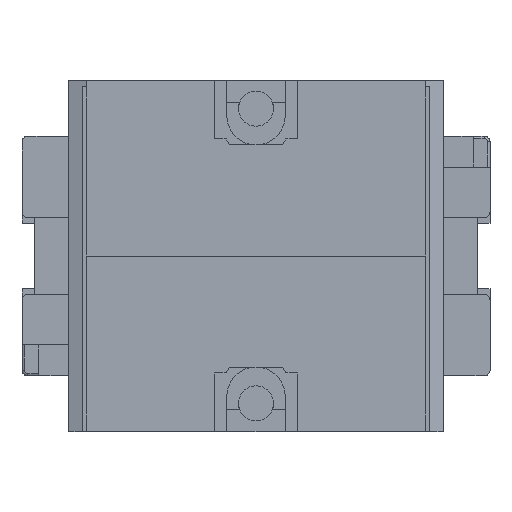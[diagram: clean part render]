
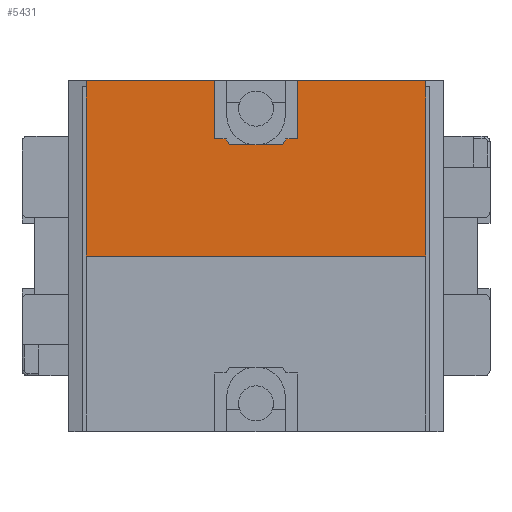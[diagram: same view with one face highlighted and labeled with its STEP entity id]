
A CAD part, front view. The second image highlights one B-rep face of the part: STEP entity #5431.
In plain terms, the highlighted planar face has unit normal (0, -1, 0).
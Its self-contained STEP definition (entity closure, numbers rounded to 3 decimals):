
#3275=DIRECTION('',(-1.,0.,0.));
#3276=VECTOR('',#3275,10.95);
#3277=CARTESIAN_POINT('',(14.5,-12.15,15.));
#3278=LINE('',#3277,#3276);
#3299=DIRECTION('',(-1.,0.,0.));
#3300=VECTOR('',#3299,10.95);
#3301=CARTESIAN_POINT('',(-3.55,-12.15,15.));
#3302=LINE('',#3301,#3300);
#3572=DIRECTION('',(0.,0.,-1.));
#3573=VECTOR('',#3572,5.15);
#3574=CARTESIAN_POINT('',(-14.5,-12.15,5.15));
#3575=LINE('',#3574,#3573);
#3592=DIRECTION('',(0.,0.,-1.));
#3593=VECTOR('',#3592,1.85);
#3594=CARTESIAN_POINT('',(-14.5,-12.15,15.));
#3595=LINE('',#3594,#3593);
#3682=DIRECTION('',(0.,0.,1.));
#3683=VECTOR('',#3682,8.);
#3684=CARTESIAN_POINT('',(14.5,-12.15,5.15));
#3685=LINE('',#3684,#3683);
#3686=DIRECTION('',(0.,0.,-1.));
#3687=VECTOR('',#3686,5.15);
#3688=CARTESIAN_POINT('',(14.5,-12.15,5.15));
#3689=LINE('',#3688,#3687);
#3690=DIRECTION('',(-1.,0.,0.));
#3691=VECTOR('',#3690,29.);
#3692=CARTESIAN_POINT('',(14.5,-12.15,0.));
#3693=LINE('',#3692,#3691);
#3694=DIRECTION('',(0.,0.,1.));
#3695=VECTOR('',#3694,8.);
#3696=CARTESIAN_POINT('',(-14.5,-12.15,5.15));
#3697=LINE('',#3696,#3695);
#3698=DIRECTION('',(0.514,0.,-0.857));
#3699=VECTOR('',#3698,0.583);
#3700=CARTESIAN_POINT('',(-2.55,-12.15,10.));
#3701=LINE('',#3700,#3699);
#3702=DIRECTION('',(0.514,0.,0.857));
#3703=VECTOR('',#3702,0.583);
#3704=CARTESIAN_POINT('',(2.25,-12.15,9.5));
#3705=LINE('',#3704,#3703);
#3706=DIRECTION('',(0.,0.,1.));
#3707=VECTOR('',#3706,5.);
#3708=CARTESIAN_POINT('',(3.55,-12.15,10.));
#3709=LINE('',#3708,#3707);
#3710=DIRECTION('',(0.,0.,-1.));
#3711=VECTOR('',#3710,1.85);
#3712=CARTESIAN_POINT('',(14.5,-12.15,15.));
#3713=LINE('',#3712,#3711);
#3734=DIRECTION('',(0.,0.,1.));
#3735=VECTOR('',#3734,5.);
#3736=CARTESIAN_POINT('',(-3.55,-12.15,10.));
#3737=LINE('',#3736,#3735);
#3819=DIRECTION('',(-1.,0.,0.));
#3820=VECTOR('',#3819,1.);
#3821=CARTESIAN_POINT('',(3.55,-12.15,10.));
#3822=LINE('',#3821,#3820);
#3835=DIRECTION('',(-1.,0.,0.));
#3836=VECTOR('',#3835,4.5);
#3837=CARTESIAN_POINT('',(2.25,-12.15,9.5));
#3838=LINE('',#3837,#3836);
#3843=DIRECTION('',(-1.,0.,0.));
#3844=VECTOR('',#3843,1.);
#3845=CARTESIAN_POINT('',(-2.55,-12.15,10.));
#3846=LINE('',#3845,#3844);
#4433=CARTESIAN_POINT('',(-14.5,-12.15,0.));
#4434=VERTEX_POINT('',#4433);
#4435=CARTESIAN_POINT('',(14.5,-12.15,0.));
#4436=VERTEX_POINT('',#4435);
#4525=CARTESIAN_POINT('',(14.5,-12.15,15.));
#4526=VERTEX_POINT('',#4525);
#4527=CARTESIAN_POINT('',(3.55,-12.15,15.));
#4528=VERTEX_POINT('',#4527);
#4541=CARTESIAN_POINT('',(-3.55,-12.15,15.));
#4542=VERTEX_POINT('',#4541);
#4543=CARTESIAN_POINT('',(-14.5,-12.15,15.));
#4544=VERTEX_POINT('',#4543);
#4681=CARTESIAN_POINT('',(14.5,-12.15,13.15));
#4682=VERTEX_POINT('',#4681);
#4685=CARTESIAN_POINT('',(-14.5,-12.15,13.15));
#4687=VERTEX_POINT('',#4685);
#4695=CARTESIAN_POINT('',(14.5,-12.15,5.15));
#4696=VERTEX_POINT('',#4695);
#4697=CARTESIAN_POINT('',(-14.5,-12.15,5.15));
#4698=VERTEX_POINT('',#4697);
#4699=CARTESIAN_POINT('',(-3.55,-12.15,10.));
#4700=VERTEX_POINT('',#4699);
#4701=CARTESIAN_POINT('',(-2.55,-12.15,10.));
#4702=VERTEX_POINT('',#4701);
#4703=CARTESIAN_POINT('',(-2.25,-12.15,9.5));
#4704=VERTEX_POINT('',#4703);
#4705=CARTESIAN_POINT('',(2.25,-12.15,9.5));
#4706=VERTEX_POINT('',#4705);
#4707=CARTESIAN_POINT('',(2.55,-12.15,10.));
#4708=VERTEX_POINT('',#4707);
#4709=CARTESIAN_POINT('',(3.55,-12.15,10.));
#4710=VERTEX_POINT('',#4709);
#5400=CARTESIAN_POINT('',(-14.5,-12.15,0.));
#5401=DIRECTION('',(0.,-1.,0.));
#5402=DIRECTION('',(1.,0.,0.));
#5403=AXIS2_PLACEMENT_3D('',#5400,#5401,#5402);
#5404=PLANE('',#5403);
#5405=ORIENTED_EDGE('',*,*,#5391,.F.);
#5406=ORIENTED_EDGE('',*,*,#5343,.T.);
#5407=ORIENTED_EDGE('',*,*,#4842,.T.);
#5408=ORIENTED_EDGE('',*,*,#5269,.F.);
#5410=ORIENTED_EDGE('',*,*,#5409,.T.);
#5411=ORIENTED_EDGE('',*,*,#5290,.F.);
#5412=ORIENTED_EDGE('',*,*,#4984,.F.);
#5414=ORIENTED_EDGE('',*,*,#5413,.F.);
#5416=ORIENTED_EDGE('',*,*,#5415,.F.);
#5418=ORIENTED_EDGE('',*,*,#5417,.T.);
#5420=ORIENTED_EDGE('',*,*,#5419,.F.);
#5422=ORIENTED_EDGE('',*,*,#5421,.T.);
#5424=ORIENTED_EDGE('',*,*,#5423,.F.);
#5426=ORIENTED_EDGE('',*,*,#5425,.T.);
#5427=ORIENTED_EDGE('',*,*,#4968,.F.);
#5428=ORIENTED_EDGE('',*,*,#5322,.T.);
#5429=EDGE_LOOP('',(#5405,#5406,#5407,#5408,#5410,#5411,#5412,#5414,#5416,#5418,
#5420,#5422,#5424,#5426,#5427,#5428));
#5430=FACE_OUTER_BOUND('',#5429,.F.);
#5431=ADVANCED_FACE('',(#5430),#5404,.T.);
#4842=EDGE_CURVE('',#4436,#4434,#3693,.T.);
#4968=EDGE_CURVE('',#4526,#4528,#3278,.T.);
#4984=EDGE_CURVE('',#4542,#4544,#3302,.T.);
#5269=EDGE_CURVE('',#4698,#4434,#3575,.T.);
#5290=EDGE_CURVE('',#4544,#4687,#3595,.T.);
#5322=EDGE_CURVE('',#4526,#4682,#3713,.T.);
#5343=EDGE_CURVE('',#4696,#4436,#3689,.T.);
#5391=EDGE_CURVE('',#4696,#4682,#3685,.T.);
#5409=EDGE_CURVE('',#4698,#4687,#3697,.T.);
#5413=EDGE_CURVE('',#4700,#4542,#3737,.T.);
#5415=EDGE_CURVE('',#4702,#4700,#3846,.T.);
#5417=EDGE_CURVE('',#4702,#4704,#3701,.T.);
#5419=EDGE_CURVE('',#4706,#4704,#3838,.T.);
#5421=EDGE_CURVE('',#4706,#4708,#3705,.T.);
#5423=EDGE_CURVE('',#4710,#4708,#3822,.T.);
#5425=EDGE_CURVE('',#4710,#4528,#3709,.T.);
